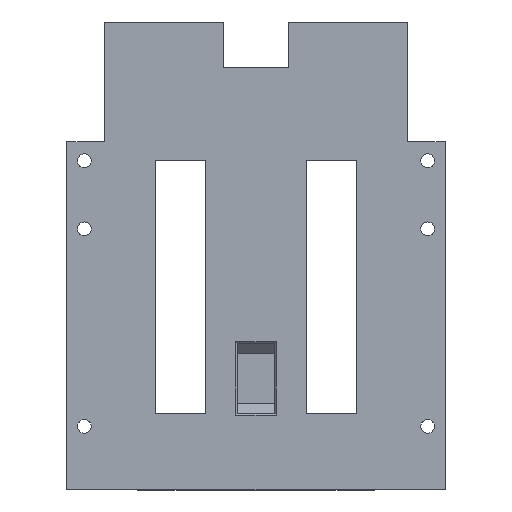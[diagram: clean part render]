
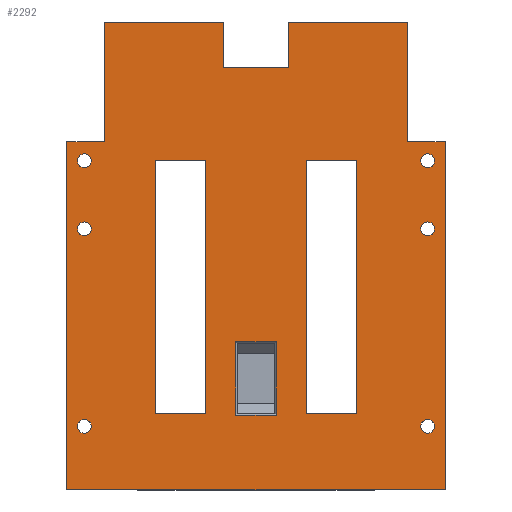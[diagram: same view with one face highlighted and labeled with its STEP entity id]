
A CAD part, top view. The second image highlights one B-rep face of the part: STEP entity #2292.
In plain terms, the highlighted planar face has unit normal (0, 0, 1).
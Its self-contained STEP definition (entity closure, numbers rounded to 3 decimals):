
#17=FACE_BOUND('',#261,.T.);
#18=FACE_BOUND('',#262,.T.);
#19=FACE_BOUND('',#263,.T.);
#20=FACE_BOUND('',#264,.T.);
#21=FACE_BOUND('',#265,.T.);
#22=FACE_BOUND('',#266,.T.);
#23=FACE_BOUND('',#267,.T.);
#24=FACE_BOUND('',#268,.T.);
#25=FACE_BOUND('',#269,.T.);
#39=PLANE('',#2447);
#131=FACE_OUTER_BOUND('',#260,.T.);
#260=EDGE_LOOP('',(#1590,#1591,#1592,#1593,#1594,#1595,#1596,#1597,#1598,
#1599,#1600,#1601,#1602,#1603));
#261=EDGE_LOOP('',(#1604));
#262=EDGE_LOOP('',(#1605));
#263=EDGE_LOOP('',(#1606));
#264=EDGE_LOOP('',(#1607));
#265=EDGE_LOOP('',(#1608));
#266=EDGE_LOOP('',(#1609));
#267=EDGE_LOOP('',(#1610,#1611,#1612,#1613));
#268=EDGE_LOOP('',(#1614,#1615,#1616,#1617));
#269=EDGE_LOOP('',(#1618,#1619,#1620,#1621));
#408=CIRCLE('',#2448,2.75);
#409=CIRCLE('',#2449,2.75);
#410=CIRCLE('',#2450,2.75);
#411=CIRCLE('',#2451,2.75);
#412=CIRCLE('',#2452,2.75);
#413=CIRCLE('',#2453,2.75);
#479=LINE('',#3380,#731);
#481=LINE('',#3384,#733);
#482=LINE('',#3386,#734);
#483=LINE('',#3388,#735);
#484=LINE('',#3390,#736);
#485=LINE('',#3392,#737);
#486=LINE('',#3394,#738);
#487=LINE('',#3396,#739);
#488=LINE('',#3398,#740);
#489=LINE('',#3399,#741);
#490=LINE('',#3401,#742);
#491=LINE('',#3402,#743);
#492=LINE('',#3417,#744);
#493=LINE('',#3419,#745);
#494=LINE('',#3421,#746);
#495=LINE('',#3422,#747);
#496=LINE('',#3425,#748);
#497=LINE('',#3427,#749);
#498=LINE('',#3429,#750);
#499=LINE('',#3430,#751);
#500=LINE('',#3433,#752);
#501=LINE('',#3435,#753);
#502=LINE('',#3437,#754);
#503=LINE('',#3438,#755);
#731=VECTOR('',#2696,10.);
#733=VECTOR('',#2700,10.);
#734=VECTOR('',#2701,10.);
#735=VECTOR('',#2702,10.);
#736=VECTOR('',#2703,10.);
#737=VECTOR('',#2704,10.);
#738=VECTOR('',#2705,10.);
#739=VECTOR('',#2706,10.);
#740=VECTOR('',#2707,10.);
#741=VECTOR('',#2708,10.);
#742=VECTOR('',#2709,10.);
#743=VECTOR('',#2710,10.);
#744=VECTOR('',#2723,10.);
#745=VECTOR('',#2724,10.);
#746=VECTOR('',#2725,10.);
#747=VECTOR('',#2726,10.);
#748=VECTOR('',#2727,10.);
#749=VECTOR('',#2728,10.);
#750=VECTOR('',#2729,10.);
#751=VECTOR('',#2730,10.);
#752=VECTOR('',#2731,10.);
#753=VECTOR('',#2732,10.);
#754=VECTOR('',#2733,10.);
#755=VECTOR('',#2734,10.);
#973=ELLIPSE('',#2428,1.026,1.);
#978=ELLIPSE('',#2441,1.026,1.);
#996=VERTEX_POINT('',#3334);
#997=VERTEX_POINT('',#3335);
#1008=VERTEX_POINT('',#3365);
#1011=VERTEX_POINT('',#3371);
#1012=VERTEX_POINT('',#3379);
#1013=VERTEX_POINT('',#3383);
#1014=VERTEX_POINT('',#3385);
#1015=VERTEX_POINT('',#3387);
#1016=VERTEX_POINT('',#3389);
#1017=VERTEX_POINT('',#3391);
#1018=VERTEX_POINT('',#3393);
#1019=VERTEX_POINT('',#3395);
#1020=VERTEX_POINT('',#3397);
#1021=VERTEX_POINT('',#3400);
#1022=VERTEX_POINT('',#3403);
#1023=VERTEX_POINT('',#3405);
#1024=VERTEX_POINT('',#3407);
#1025=VERTEX_POINT('',#3409);
#1026=VERTEX_POINT('',#3411);
#1027=VERTEX_POINT('',#3413);
#1028=VERTEX_POINT('',#3415);
#1029=VERTEX_POINT('',#3416);
#1030=VERTEX_POINT('',#3418);
#1031=VERTEX_POINT('',#3420);
#1032=VERTEX_POINT('',#3423);
#1033=VERTEX_POINT('',#3424);
#1034=VERTEX_POINT('',#3426);
#1035=VERTEX_POINT('',#3428);
#1036=VERTEX_POINT('',#3431);
#1037=VERTEX_POINT('',#3432);
#1038=VERTEX_POINT('',#3434);
#1039=VERTEX_POINT('',#3436);
#1216=EDGE_CURVE('',#996,#997,#973,.T.);
#1235=EDGE_CURVE('',#1011,#1008,#978,.T.);
#1238=EDGE_CURVE('',#1012,#997,#479,.T.);
#1240=EDGE_CURVE('',#996,#1013,#481,.F.);
#1241=EDGE_CURVE('',#1013,#1014,#482,.T.);
#1242=EDGE_CURVE('',#1014,#1015,#483,.T.);
#1243=EDGE_CURVE('',#1015,#1016,#484,.T.);
#1244=EDGE_CURVE('',#1016,#1017,#485,.T.);
#1245=EDGE_CURVE('',#1017,#1018,#486,.T.);
#1246=EDGE_CURVE('',#1018,#1019,#487,.T.);
#1247=EDGE_CURVE('',#1019,#1020,#488,.T.);
#1248=EDGE_CURVE('',#1020,#1008,#489,.F.);
#1249=EDGE_CURVE('',#1011,#1021,#490,.T.);
#1250=EDGE_CURVE('',#1021,#1012,#491,.T.);
#1251=EDGE_CURVE('',#1022,#1022,#408,.T.);
#1252=EDGE_CURVE('',#1023,#1023,#409,.T.);
#1253=EDGE_CURVE('',#1024,#1024,#410,.T.);
#1254=EDGE_CURVE('',#1025,#1025,#411,.T.);
#1255=EDGE_CURVE('',#1026,#1026,#412,.T.);
#1256=EDGE_CURVE('',#1027,#1027,#413,.T.);
#1257=EDGE_CURVE('',#1028,#1029,#492,.T.);
#1258=EDGE_CURVE('',#1029,#1030,#493,.T.);
#1259=EDGE_CURVE('',#1030,#1031,#494,.T.);
#1260=EDGE_CURVE('',#1031,#1028,#495,.T.);
#1261=EDGE_CURVE('',#1032,#1033,#496,.T.);
#1262=EDGE_CURVE('',#1033,#1034,#497,.T.);
#1263=EDGE_CURVE('',#1034,#1035,#498,.T.);
#1264=EDGE_CURVE('',#1035,#1032,#499,.T.);
#1265=EDGE_CURVE('',#1036,#1037,#500,.T.);
#1266=EDGE_CURVE('',#1038,#1036,#501,.T.);
#1267=EDGE_CURVE('',#1039,#1038,#502,.T.);
#1268=EDGE_CURVE('',#1037,#1039,#503,.T.);
#1590=ORIENTED_EDGE('',*,*,#1216,.F.);
#1591=ORIENTED_EDGE('',*,*,#1240,.T.);
#1592=ORIENTED_EDGE('',*,*,#1241,.T.);
#1593=ORIENTED_EDGE('',*,*,#1242,.T.);
#1594=ORIENTED_EDGE('',*,*,#1243,.T.);
#1595=ORIENTED_EDGE('',*,*,#1244,.T.);
#1596=ORIENTED_EDGE('',*,*,#1245,.T.);
#1597=ORIENTED_EDGE('',*,*,#1246,.T.);
#1598=ORIENTED_EDGE('',*,*,#1247,.T.);
#1599=ORIENTED_EDGE('',*,*,#1248,.T.);
#1600=ORIENTED_EDGE('',*,*,#1235,.F.);
#1601=ORIENTED_EDGE('',*,*,#1249,.T.);
#1602=ORIENTED_EDGE('',*,*,#1250,.T.);
#1603=ORIENTED_EDGE('',*,*,#1238,.T.);
#1604=ORIENTED_EDGE('',*,*,#1251,.T.);
#1605=ORIENTED_EDGE('',*,*,#1252,.T.);
#1606=ORIENTED_EDGE('',*,*,#1253,.T.);
#1607=ORIENTED_EDGE('',*,*,#1254,.T.);
#1608=ORIENTED_EDGE('',*,*,#1255,.T.);
#1609=ORIENTED_EDGE('',*,*,#1256,.T.);
#1610=ORIENTED_EDGE('',*,*,#1257,.T.);
#1611=ORIENTED_EDGE('',*,*,#1258,.T.);
#1612=ORIENTED_EDGE('',*,*,#1259,.T.);
#1613=ORIENTED_EDGE('',*,*,#1260,.T.);
#1614=ORIENTED_EDGE('',*,*,#1261,.T.);
#1615=ORIENTED_EDGE('',*,*,#1262,.T.);
#1616=ORIENTED_EDGE('',*,*,#1263,.T.);
#1617=ORIENTED_EDGE('',*,*,#1264,.T.);
#1618=ORIENTED_EDGE('',*,*,#1265,.F.);
#1619=ORIENTED_EDGE('',*,*,#1266,.F.);
#1620=ORIENTED_EDGE('',*,*,#1267,.F.);
#1621=ORIENTED_EDGE('',*,*,#1268,.F.);
#2292=ADVANCED_FACE('',(#131,#17,#18,#19,#20,#21,#22,#23,#24,#25),#39,.T.);
#2428=AXIS2_PLACEMENT_3D('',#3336,#2648,#2649);
#2441=AXIS2_PLACEMENT_3D('',#3373,#2684,#2685);
#2447=AXIS2_PLACEMENT_3D('',#3382,#2698,#2699);
#2448=AXIS2_PLACEMENT_3D('',#3404,#2711,#2712);
#2449=AXIS2_PLACEMENT_3D('',#3406,#2713,#2714);
#2450=AXIS2_PLACEMENT_3D('',#3408,#2715,#2716);
#2451=AXIS2_PLACEMENT_3D('',#3410,#2717,#2718);
#2452=AXIS2_PLACEMENT_3D('',#3412,#2719,#2720);
#2453=AXIS2_PLACEMENT_3D('',#3414,#2721,#2722);
#2648=DIRECTION('center_axis',(0.,0.,-1.));
#2649=DIRECTION('ref_axis',(0.,1.,0.));
#2684=DIRECTION('center_axis',(0.,0.,-1.));
#2685=DIRECTION('ref_axis',(0.,1.,0.));
#2696=DIRECTION('',(0.,1.,0.));
#2698=DIRECTION('center_axis',(0.,0.,1.));
#2699=DIRECTION('ref_axis',(1.,0.,0.));
#2700=DIRECTION('',(1.,0.,0.));
#2701=DIRECTION('',(0.,-1.,0.));
#2702=DIRECTION('',(-1.,0.,0.));
#2703=DIRECTION('',(0.,-1.,0.));
#2704=DIRECTION('',(1.,0.,0.));
#2705=DIRECTION('',(0.,1.,0.));
#2706=DIRECTION('',(-1.,0.,0.));
#2707=DIRECTION('',(0.,1.,0.));
#2708=DIRECTION('',(1.,0.,0.));
#2709=DIRECTION('',(0.,-1.,0.));
#2710=DIRECTION('',(-1.,0.,0.));
#2711=DIRECTION('center_axis',(0.,0.,-1.));
#2712=DIRECTION('ref_axis',(1.,0.,0.));
#2713=DIRECTION('center_axis',(0.,0.,-1.));
#2714=DIRECTION('ref_axis',(1.,0.,0.));
#2715=DIRECTION('center_axis',(0.,0.,-1.));
#2716=DIRECTION('ref_axis',(1.,0.,0.));
#2717=DIRECTION('center_axis',(0.,0.,-1.));
#2718=DIRECTION('ref_axis',(1.,0.,0.));
#2719=DIRECTION('center_axis',(0.,0.,-1.));
#2720=DIRECTION('ref_axis',(1.,0.,0.));
#2721=DIRECTION('center_axis',(0.,0.,-1.));
#2722=DIRECTION('ref_axis',(1.,0.,0.));
#2723=DIRECTION('',(0.,-1.,0.));
#2724=DIRECTION('',(-1.,0.,0.));
#2725=DIRECTION('',(0.,1.,0.));
#2726=DIRECTION('',(1.,0.,0.));
#2727=DIRECTION('',(1.,0.,0.));
#2728=DIRECTION('',(0.,-1.,0.));
#2729=DIRECTION('',(-1.,0.,0.));
#2730=DIRECTION('',(0.,1.,0.));
#2731=DIRECTION('',(0.,-1.,0.));
#2732=DIRECTION('',(-1.,0.,0.));
#2733=DIRECTION('',(0.,1.,0.));
#2734=DIRECTION('',(1.,0.,0.));
#3334=CARTESIAN_POINT('',(61.808,187.5,2.));
#3335=CARTESIAN_POINT('',(61.95,186.972,2.));
#3336=CARTESIAN_POINT('Origin',(60.95,186.972,2.));
#3365=CARTESIAN_POINT('',(88.192,187.5,2.));
#3371=CARTESIAN_POINT('',(88.05,186.972,2.));
#3373=CARTESIAN_POINT('Origin',(89.05,186.972,2.));
#3379=CARTESIAN_POINT('',(61.95,169.4,2.));
#3380=CARTESIAN_POINT('',(61.95,132.2,2.));
#3382=CARTESIAN_POINT('Origin',(75.,95.,2.));
#3383=CARTESIAN_POINT('',(15.,187.5,2.));
#3384=CARTESIAN_POINT('',(112.5,187.5,2.));
#3385=CARTESIAN_POINT('',(15.,140.,2.));
#3386=CARTESIAN_POINT('',(15.,117.5,2.));
#3387=CARTESIAN_POINT('',(0.,140.,2.));
#3388=CARTESIAN_POINT('',(37.5,140.,2.));
#3389=CARTESIAN_POINT('',(0.,2.,2.));
#3390=CARTESIAN_POINT('',(0.,150.,2.));
#3391=CARTESIAN_POINT('',(150.,2.,2.));
#3392=CARTESIAN_POINT('',(37.5,2.,2.));
#3393=CARTESIAN_POINT('',(150.,140.,2.));
#3394=CARTESIAN_POINT('',(150.,0.,2.));
#3395=CARTESIAN_POINT('',(135.,140.,2.));
#3396=CARTESIAN_POINT('',(105.,140.,2.));
#3397=CARTESIAN_POINT('',(135.,187.5,2.));
#3398=CARTESIAN_POINT('',(135.,141.25,2.));
#3399=CARTESIAN_POINT('',(112.5,187.5,2.));
#3400=CARTESIAN_POINT('',(88.05,169.4,2.));
#3401=CARTESIAN_POINT('',(88.05,150.3,2.));
#3402=CARTESIAN_POINT('',(81.525,169.4,2.));
#3403=CARTESIAN_POINT('',(140.25,132.5,2.));
#3404=CARTESIAN_POINT('Origin',(143.,132.5,2.));
#3405=CARTESIAN_POINT('',(4.25,105.5,2.));
#3406=CARTESIAN_POINT('Origin',(7.,105.5,2.));
#3407=CARTESIAN_POINT('',(4.25,27.2,2.));
#3408=CARTESIAN_POINT('Origin',(7.,27.2,2.));
#3409=CARTESIAN_POINT('',(140.25,105.5,2.));
#3410=CARTESIAN_POINT('Origin',(143.,105.5,2.));
#3411=CARTESIAN_POINT('',(4.25,132.5,2.));
#3412=CARTESIAN_POINT('Origin',(7.,132.5,2.));
#3413=CARTESIAN_POINT('',(140.25,27.2,2.));
#3414=CARTESIAN_POINT('Origin',(143.,27.2,2.));
#3415=CARTESIAN_POINT('',(55.,132.5,2.));
#3416=CARTESIAN_POINT('',(55.,32.2,2.));
#3417=CARTESIAN_POINT('',(55.,190.,2.));
#3418=CARTESIAN_POINT('',(35.,32.2,2.));
#3419=CARTESIAN_POINT('',(35.,32.2,2.));
#3420=CARTESIAN_POINT('',(35.,132.5,2.));
#3421=CARTESIAN_POINT('',(35.,132.5,2.));
#3422=CARTESIAN_POINT('',(35.,132.5,2.));
#3423=CARTESIAN_POINT('',(95.,132.5,2.));
#3424=CARTESIAN_POINT('',(115.,132.5,2.));
#3425=CARTESIAN_POINT('',(35.,132.5,2.));
#3426=CARTESIAN_POINT('',(115.,32.2,2.));
#3427=CARTESIAN_POINT('',(115.,32.2,2.));
#3428=CARTESIAN_POINT('',(95.,32.2,2.));
#3429=CARTESIAN_POINT('',(35.,32.2,2.));
#3430=CARTESIAN_POINT('',(95.,23.2,2.));
#3431=CARTESIAN_POINT('',(67.,60.7,2.));
#3432=CARTESIAN_POINT('',(67.,31.7,2.));
#3433=CARTESIAN_POINT('',(67.,63.6,2.));
#3434=CARTESIAN_POINT('',(83.,60.7,2.));
#3435=CARTESIAN_POINT('',(71.25,60.7,2.));
#3436=CARTESIAN_POINT('',(83.,31.7,2.));
#3437=CARTESIAN_POINT('',(83.,76.1,2.));
#3438=CARTESIAN_POINT('',(78.75,31.7,2.));
